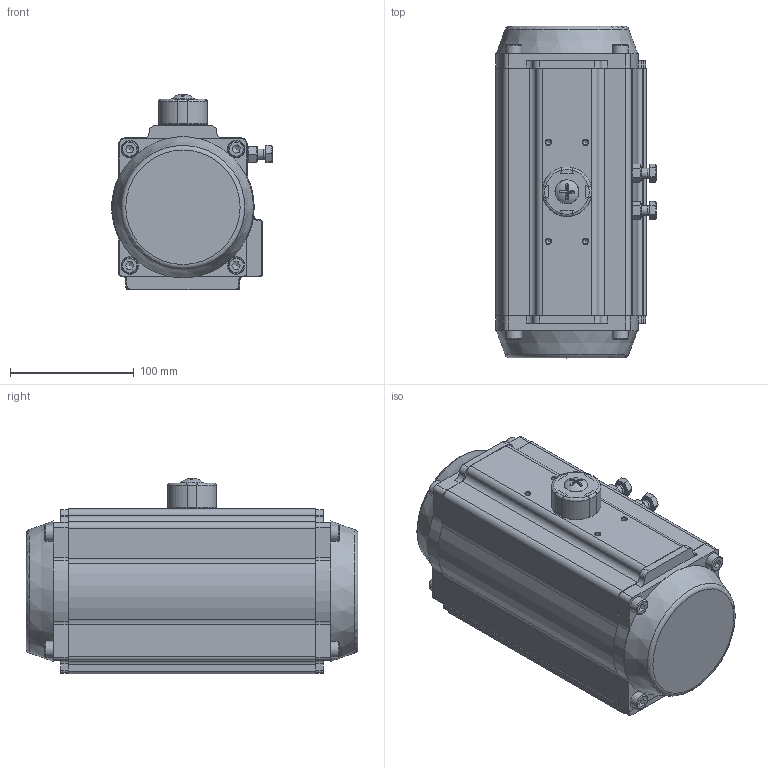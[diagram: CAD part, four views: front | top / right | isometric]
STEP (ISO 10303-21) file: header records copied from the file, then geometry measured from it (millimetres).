
FILE_DESCRIPTION(/* description */ (''),/* implementation_level */ '2;1');
FILE_NAME(/* name */ '5050105702 C-105DA F07+F10 22x22.stp',/* time_stamp */ '2016-12-30T14:19:24+08:00',/* author */ (''),/* organization */ (''),/* preprocessor_version */ 'ST-DEVELOPER v15',/* originating_system */ 'SIEMENS PLM Software NX 8.5',/* authorisation */ '');
FILE_SCHEMA (('AUTOMOTIVE_DESIGN { 1 0 10303 214 3 1 1 1 }'));
Length unit declared in the file: millimetre
Products named in the file (16): C-105-002-L; Plug; O-ring adjust screw; Nut adjust screw; Adjust screw; Indicator screw-92; Indicator-92; End-cap screw; Bearing-piston; Guide Piston-C-105; C-105-08; C-105-03; C-105-04; C-105-002-R; C-105-01; C-105DA
Assembly tree (29 placements, depth 2):
  C-105DA
    C-105-01
    C-105-002-R
    C-105-04
    C-105-03  x2
    C-105-08
    Guide Piston-C-105  x2
    Bearing-piston  x2
    End-cap screw  x8
    Indicator-92
    Indicator screw-92
    Adjust screw  x2
    Nut adjust screw  x2
    O-ring adjust screw  x2
    Plug  x2
    C-105-002-L
Bounding box: 129.62 x 268 x 157.72 mm (x, y, z)
Volume: 1846044.5 mm3; surface area: 522437.5 mm2
Topology: 46 solids, 46 shells, 1849 faces, 4887 edges, 3190 vertices
Faces by surface type: plane 757, cylinder 741, cone 187, torus 98, extrusion 60, bspline 3, sphere 3
Full cylindrical faces by diameter (mm): 4.2 x8, 5 x5, 6 x1, 6.144 x1, 6.645 x8, 6.647 x10, 6.8 x16, 6.915 x2, 6.917 x2, 7 x4, 8 x22, 8.001 x2, 8.5 x4, 9 x8, 10.3 x2, 13 x8, 14 x8, 20 x2, 21 x1, 21.2 x1, 21.4 x1, 23.3 x1, 25 x5, 28 x24, 31.3 x1, 35 x1, 40.4 x1, 42.4 x1, 46 x4, 92 x2
Entity records: 42782 total; most frequent: CARTESIAN_POINT 11377, DIRECTION 6569, ORIENTED_EDGE 6144, EDGE_CURVE 3072, AXIS2_PLACEMENT_3D 2579, VERTEX_POINT 2148, EDGE_LOOP 1598, VECTOR 1411
